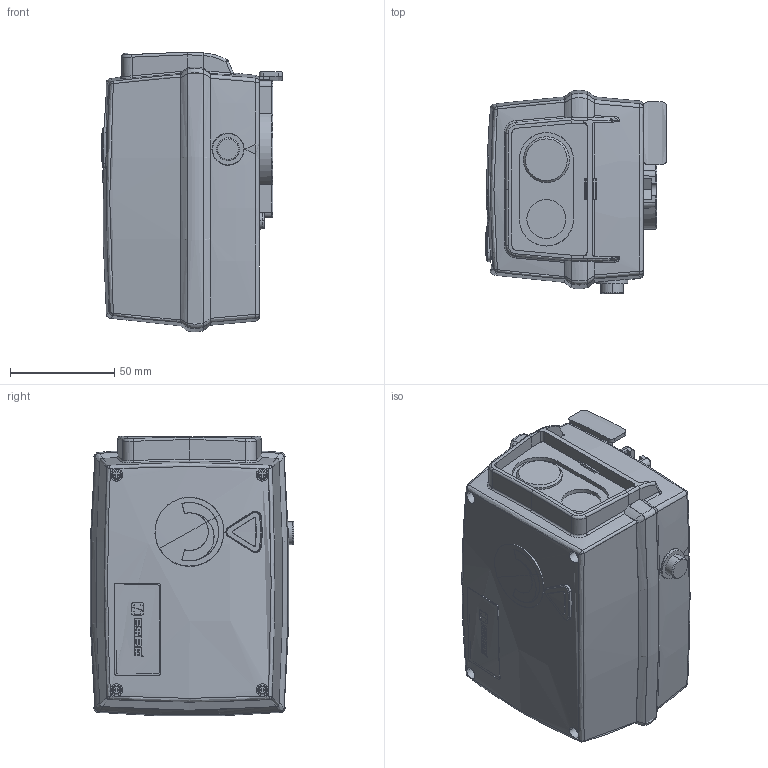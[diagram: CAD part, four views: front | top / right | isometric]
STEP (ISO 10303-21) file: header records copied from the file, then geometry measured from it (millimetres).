
FILE_DESCRIPTION(('CATIA V5 STEP Exchange'),'2;1');
FILE_NAME('M90.V1.stp','2012-11-13T07:23:15+00:00',('none'),('none'),'CATIA Version 5 Release 20 SP 6 (IN-10)','CATIA V5 STEP AP214','none');
FILE_SCHEMA(('AUTOMOTIVE_DESIGN { 1 0 10303 214 1 1 1 1 }'));
Length unit declared in the file: millimetre
Products named in the file (14): Product2; 3337-01; 3340-01; 3339-01.1; Drivaxel M90; 3348-01; 3349-01; 3389-01; 3188-01; 3538-01; 3343-01; 3169-01; Part23; Part17
Assembly tree (16 placements, depth 2):
  Product2
    3337-01
    3340-01
    3339-01.1
    Drivaxel M90
    3348-01
    3349-01
    3389-01
    3188-01
    3538-01
    3343-01
    3169-01  x4
    Part23
    Part17
Bounding box: 86.6 x 97.5 x 134.16 mm (x, y, z)
Volume: 171860.1 mm3; surface area: 169015.7 mm2
Topology: 16 solids, 16 shells, 1603 faces, 4219 edges, 2728 vertices
Faces by surface type: plane 603, cylinder 467, torus 198, cone 170, bspline 126, revolution 24, sphere 14, extrusion 1
Entity records: 54916 total; most frequent: CARTESIAN_POINT 19432, ORIENTED_EDGE 8088, DIRECTION 4925, EDGE_CURVE 4044, VERTEX_POINT 2632, AXIS2_PLACEMENT_3D 2333, EDGE_LOOP 1710, ADVANCED_FACE 1540
